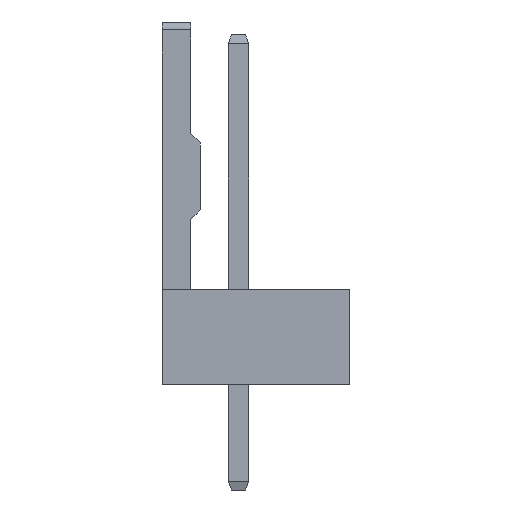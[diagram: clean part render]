
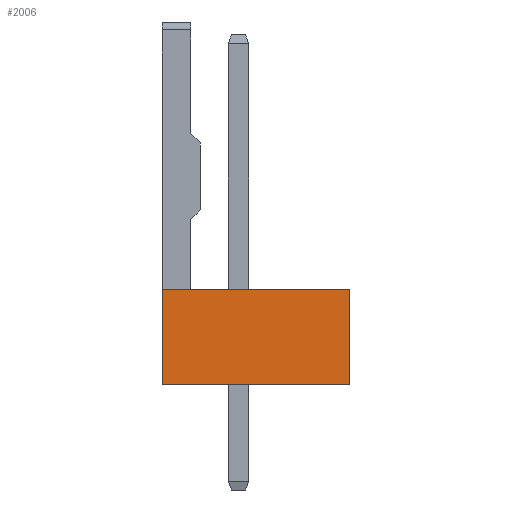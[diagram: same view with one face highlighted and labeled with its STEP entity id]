
A CAD part, left-side view. The second image highlights one B-rep face of the part: STEP entity #2006.
In plain terms, the highlighted planar face has unit normal (-1, 0, 0).
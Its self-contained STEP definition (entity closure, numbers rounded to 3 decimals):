
#129=FACE_OUTER_BOUND('',#239,.T.);
#239=EDGE_LOOP('',(#1500,#1501,#1502,#1503));
#408=LINE('',#3056,#662);
#414=LINE('',#3070,#668);
#420=LINE('',#3080,#674);
#433=LINE('',#3107,#687);
#662=VECTOR('',#2522,1000.);
#668=VECTOR('',#2534,1000.);
#674=VECTOR('',#2542,1000.);
#687=VECTOR('',#2567,1000.);
#880=VERTEX_POINT('',#3053);
#881=VERTEX_POINT('',#3055);
#885=VERTEX_POINT('',#3067);
#886=VERTEX_POINT('',#3069);
#1083=EDGE_CURVE('',#880,#881,#408,.T.);
#1090=EDGE_CURVE('',#886,#885,#414,.T.);
#1096=EDGE_CURVE('',#885,#881,#420,.T.);
#1109=EDGE_CURVE('',#880,#886,#433,.T.);
#1500=ORIENTED_EDGE('',*,*,#1096,.T.);
#1501=ORIENTED_EDGE('',*,*,#1083,.F.);
#1502=ORIENTED_EDGE('',*,*,#1109,.T.);
#1503=ORIENTED_EDGE('',*,*,#1090,.T.);
#1791=PLANE('',#2243);
#2006=ADVANCED_FACE('',(#129),#1791,.T.);
#2243=AXIS2_PLACEMENT_3D('',#3108,#2568,#2569);
#2522=DIRECTION('',(0.,0.,1.));
#2534=DIRECTION('',(0.,0.,1.));
#2542=DIRECTION('',(0.,1.,0.));
#2567=DIRECTION('',(0.,-1.,0.));
#2568=DIRECTION('center_axis',(-1.,0.,0.));
#2569=DIRECTION('ref_axis',(0.,0.,1.));
#3053=CARTESIAN_POINT('',(-1.27,2.4,0.));
#3055=CARTESIAN_POINT('',(-1.27,2.4,3.));
#3056=CARTESIAN_POINT('',(-1.27,2.4,0.));
#3067=CARTESIAN_POINT('',(-1.27,-3.5,3.));
#3069=CARTESIAN_POINT('',(-1.27,-3.5,0.));
#3070=CARTESIAN_POINT('',(-1.27,-3.5,0.));
#3080=CARTESIAN_POINT('',(-1.27,2.4,3.));
#3107=CARTESIAN_POINT('',(-1.27,2.4,0.));
#3108=CARTESIAN_POINT('Origin',(-1.27,2.4,0.));
